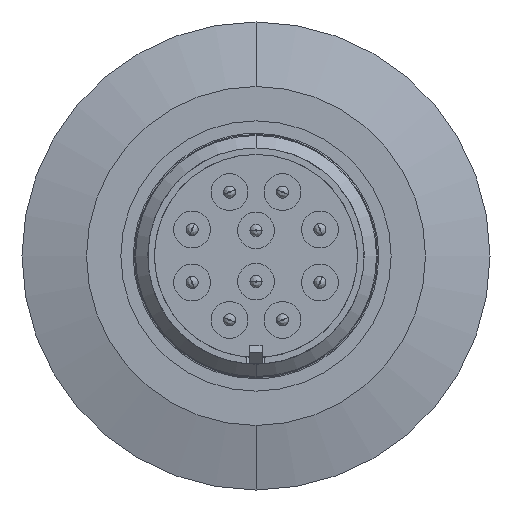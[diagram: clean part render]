
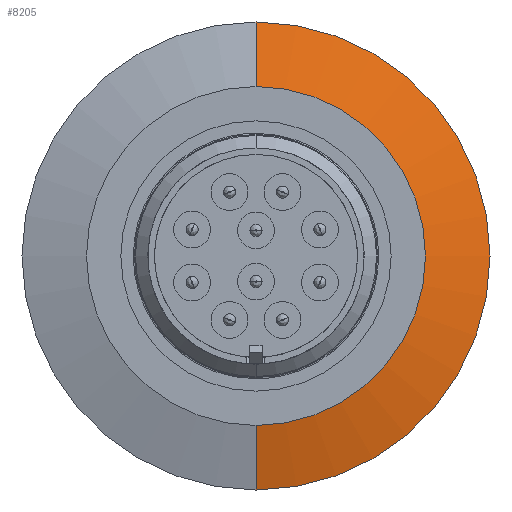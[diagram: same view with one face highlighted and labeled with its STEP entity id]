
A CAD part, front view. The second image highlights one B-rep face of the part: STEP entity #8205.
In plain terms, the highlighted conical face has half-angle 75 degrees and reference radius 27.495 mm.
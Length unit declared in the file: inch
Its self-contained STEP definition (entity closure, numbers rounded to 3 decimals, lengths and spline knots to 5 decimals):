
#141 = EDGE_CURVE ( 'NONE', #6750, #6752, #1977, .T. ) ;
#142 = EDGE_CURVE ( 'NONE', #6752, #6757, #1973, .T. ) ;
#143 = EDGE_CURVE ( 'NONE', #6757, #6758, #1970, .T. ) ;
#144 = EDGE_CURVE ( 'NONE', #6758, #6759, #1968, .T. ) ;
#145 = EDGE_CURVE ( 'NONE', #6750, #6759, #1967, .T. ) ;
#336 = CARTESIAN_POINT ( 'NONE',  ( 0., 1.58065, 1.0825 ) ) ;
#358 = CARTESIAN_POINT ( 'NONE',  ( 1.0825, 1.58065, 0. ) ) ;
#663 = ORIENTED_EDGE ( 'NONE', *, *, #141, .T. ) ;
#664 = ORIENTED_EDGE ( 'NONE', *, *, #142, .T. ) ;
#665 = ORIENTED_EDGE ( 'NONE', *, *, #143, .T. ) ;
#666 = ORIENTED_EDGE ( 'NONE', *, *, #144, .T. ) ;
#667 = ORIENTED_EDGE ( 'NONE', *, *, #145, .F. ) ;
#849 = CARTESIAN_POINT ( 'NONE',  ( 0., 1.58065, -1.0825 ) ) ;
#856 = CARTESIAN_POINT ( 'NONE',  ( 0., 1.50065, -0.78394 ) ) ;
#858 = CARTESIAN_POINT ( 'NONE',  ( 0., 1.50065, 0.78394 ) ) ;
#1563 = CONICAL_SURFACE ( 'NONE', #4421, 1.0825, 1.309 ) ;
#1568 = FACE_OUTER_BOUND ( 'NONE', #7608, .T. ) ;
#1965 = VECTOR ( 'NONE', #9509, 39.37008 ) ;
#1967 = LINE ( 'NONE', #9510, #1965 ) ;
#1968 = CIRCLE ( 'NONE', #2559, 1.0825 ) ;
#1969 = VECTOR ( 'NONE', #9515, 39.37008 ) ;
#1970 = CIRCLE ( 'NONE', #2560, 1.0825 ) ;
#1973 = LINE ( 'NONE', #9514, #1969 ) ;
#1977 = CIRCLE ( 'NONE', #2561, 0.78394 ) ;
#2559 = AXIS2_PLACEMENT_3D ( 'NONE', #9503, #9502, #9501 ) ;
#2560 = AXIS2_PLACEMENT_3D ( 'NONE', #9508, #9507, #9505 ) ;
#2561 = AXIS2_PLACEMENT_3D ( 'NONE', #9513, #9512, #9511 ) ;
#4421 = AXIS2_PLACEMENT_3D ( 'NONE', #11372, #11371, #11368 ) ;
#6750 = VERTEX_POINT ( 'NONE', #858 ) ;
#6752 = VERTEX_POINT ( 'NONE', #856 ) ;
#6757 = VERTEX_POINT ( 'NONE', #849 ) ;
#6758 = VERTEX_POINT ( 'NONE', #358 ) ;
#6759 = VERTEX_POINT ( 'NONE', #336 ) ;
#7608 = EDGE_LOOP ( 'NONE', ( #663, #664, #665, #666, #667 ) ) ;
#8205 = ADVANCED_FACE ( 'NONE', ( #1568 ), #1563, .T. ) ;
#9501 = DIRECTION ( 'NONE',  ( -1., 0., 0. ) ) ;
#9502 = DIRECTION ( 'NONE',  ( 0., -1., 0. ) ) ;
#9503 = CARTESIAN_POINT ( 'NONE',  ( 0., 1.58065, 0. ) ) ;
#9505 = DIRECTION ( 'NONE',  ( -1., 0., 0. ) ) ;
#9507 = DIRECTION ( 'NONE',  ( 0., -1., 0. ) ) ;
#9508 = CARTESIAN_POINT ( 'NONE',  ( 0., 1.58065, 0. ) ) ;
#9509 = DIRECTION ( 'NONE',  ( 0., 0.259, 0.966 ) ) ;
#9510 = CARTESIAN_POINT ( 'NONE',  ( 0., 1.58065, 1.0825 ) ) ;
#9511 = DIRECTION ( 'NONE',  ( 0., 0., 1. ) ) ;
#9512 = DIRECTION ( 'NONE',  ( 0., 1., 0. ) ) ;
#9513 = CARTESIAN_POINT ( 'NONE',  ( 0., 1.50065, 0. ) ) ;
#9514 = CARTESIAN_POINT ( 'NONE',  ( 0., 1.58065, -1.0825 ) ) ;
#9515 = DIRECTION ( 'NONE',  ( 0., 0.259, -0.966 ) ) ;
#11368 = DIRECTION ( 'NONE',  ( 0., 0., 1. ) ) ;
#11371 = DIRECTION ( 'NONE',  ( 0., 1., 0. ) ) ;
#11372 = CARTESIAN_POINT ( 'NONE',  ( 0., 1.58065, 0. ) ) ;
